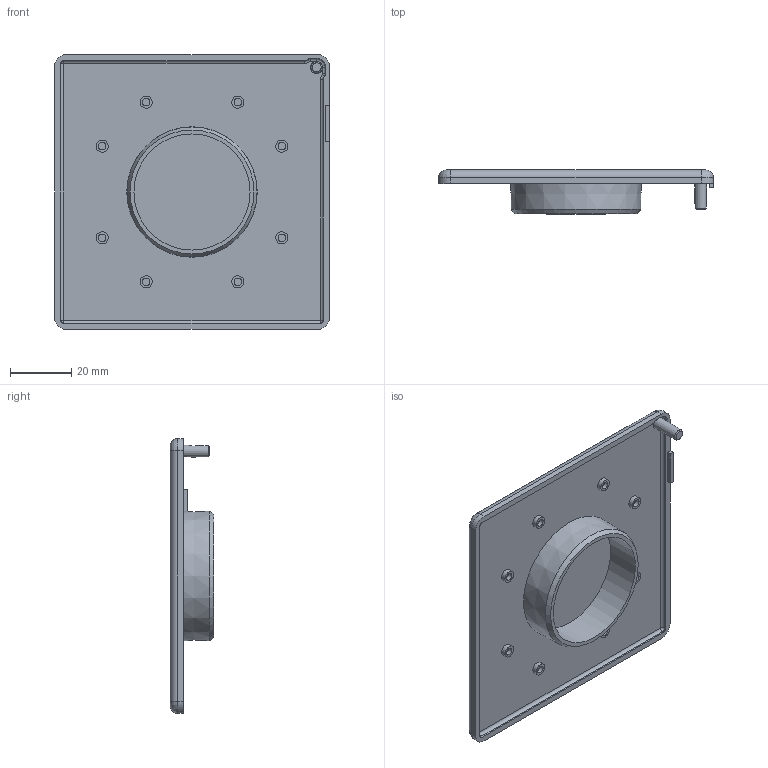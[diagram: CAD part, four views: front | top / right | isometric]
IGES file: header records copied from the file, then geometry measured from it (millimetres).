
Global section: file name: 229090B.stp.ipt; native system: Autodesk Inventor 2014; preprocessor: unknown; author: zeman; date: 20151020.095831; units: millimetre
Bounding box: 90 x 14.3 x 90 mm (x, y, z)
Volume: 26686.6 mm3; surface area: 20870.5 mm2
Topology: 1 solids, 1 shells, 91 faces, 185 edges, 112 vertices
Faces by surface type: plane 36, revolution 30, cylinder 18, cone 4, bspline 3
Full cylindrical faces by diameter (mm): 4 x8
